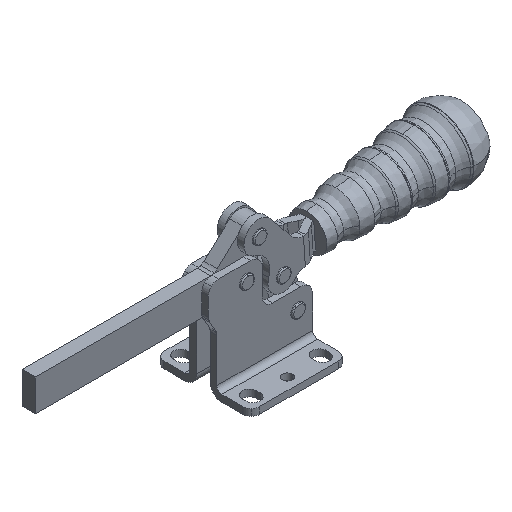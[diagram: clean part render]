
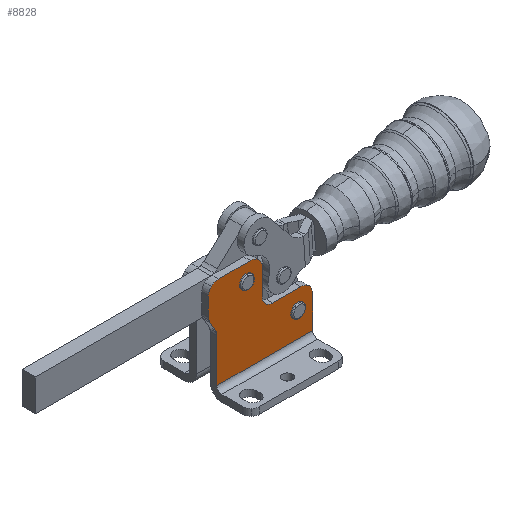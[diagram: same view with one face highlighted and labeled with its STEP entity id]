
A CAD part, isometric view. The second image highlights one B-rep face of the part: STEP entity #8828.
In plain terms, the highlighted planar face has unit normal (0, -1, 0).
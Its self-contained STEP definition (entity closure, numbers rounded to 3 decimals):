
#1519=CARTESIAN_POINT('',(83.551,-68.03,25.904));
#1520=VERTEX_POINT('',#1519);
#1529=CARTESIAN_POINT('',(85.601,-68.03,20.954));
#1530=VERTEX_POINT('',#1529);
#1531=CARTESIAN_POINT('',(78.601,-68.03,20.954));
#1532=DIRECTION('',(0.,1.0,0.));
#1533=DIRECTION('',(0.707,0.,0.707));
#1534=AXIS2_PLACEMENT_3D('',#1531,#1532,#1533);
#1535=CIRCLE('',#1534,7.0);
#1536=EDGE_CURVE('',#1520,#1530,#1535,.T.);
#1561=CARTESIAN_POINT('',(55.359,-68.03,26.197));
#1562=VERTEX_POINT('',#1561);
#1571=CARTESIAN_POINT('',(59.601,-68.03,27.954));
#1572=VERTEX_POINT('',#1571);
#1573=CARTESIAN_POINT('',(59.601,-68.03,21.954));
#1574=DIRECTION('',(0.,1.0,0.));
#1575=DIRECTION('',(-0.707,0.,0.707));
#1576=AXIS2_PLACEMENT_3D('',#1573,#1574,#1575);
#1577=CIRCLE('',#1576,6.0);
#1578=EDGE_CURVE('',#1562,#1572,#1577,.T.);
#1605=CARTESIAN_POINT('',(53.806,-68.03,9.669));
#1606=VERTEX_POINT('',#1605);
#1631=CARTESIAN_POINT('',(54.405,-68.03,8.222));
#1632=VERTEX_POINT('',#1631);
#1639=CARTESIAN_POINT('',(59.601,-68.03,11.222));
#1640=DIRECTION('',(0.,1.0,0.));
#1641=DIRECTION('',(-0.966,0.,-0.259));
#1642=AXIS2_PLACEMENT_3D('',#1639,#1640,#1641);
#1643=CIRCLE('',#1642,6.);
#1644=EDGE_CURVE('',#1632,#1606,#1643,.T.);
#1654=CARTESIAN_POINT('',(58.397,-68.03,0.899));
#1655=VERTEX_POINT('',#1654);
#1664=CARTESIAN_POINT('',(57.797,-68.03,2.347));
#1665=VERTEX_POINT('',#1664);
#1666=CARTESIAN_POINT('',(52.601,-68.03,-0.653));
#1667=DIRECTION('',(0.,-1.0,0.));
#1668=DIRECTION('',(0.966,0.,0.259));
#1669=AXIS2_PLACEMENT_3D('',#1666,#1667,#1668);
#1670=CIRCLE('',#1669,6.);
#1671=EDGE_CURVE('',#1655,#1665,#1670,.T.);
#1864=CARTESIAN_POINT('',(87.432,-68.03,1.285));
#1865=VERTEX_POINT('',#1864);
#1874=CARTESIAN_POINT('',(91.851,-68.03,-0.546));
#1875=VERTEX_POINT('',#1874);
#1876=CARTESIAN_POINT('',(91.851,-68.03,5.704));
#1877=DIRECTION('',(0.,-1.0,0.));
#1878=DIRECTION('',(-0.707,0.,-0.707));
#1879=AXIS2_PLACEMENT_3D('',#1876,#1877,#1878);
#1880=CIRCLE('',#1879,6.25);
#1881=EDGE_CURVE('',#1865,#1875,#1880,.T.);
#1908=CARTESIAN_POINT('',(113.551,-68.03,-2.596));
#1909=VERTEX_POINT('',#1908);
#1934=CARTESIAN_POINT('',(108.601,-68.03,-0.546));
#1935=VERTEX_POINT('',#1934);
#1942=CARTESIAN_POINT('',(108.601,-68.03,-7.546));
#1943=DIRECTION('',(0.,1.0,0.));
#1944=DIRECTION('',(0.707,0.,0.707));
#1945=AXIS2_PLACEMENT_3D('',#1942,#1943,#1944);
#1946=CIRCLE('',#1945,7.0);
#1947=EDGE_CURVE('',#1935,#1909,#1946,.T.);
#2562=CARTESIAN_POINT('',(72.104,-68.03,18.309));
#2563=VERTEX_POINT('',#2562);
#2588=CARTESIAN_POINT('',(80.099,-68.03,18.6));
#2589=VERTEX_POINT('',#2588);
#2596=CARTESIAN_POINT('',(76.101,-68.03,18.454));
#2597=DIRECTION('',(0.,1.0,0.));
#2598=DIRECTION('',(-0.999,0.,-0.036));
#2599=AXIS2_PLACEMENT_3D('',#2596,#2597,#2598);
#2600=CIRCLE('',#2599,4.);
#2601=EDGE_CURVE('',#2563,#2589,#2600,.T.);
#3078=CARTESIAN_POINT('',(109.96,-68.03,-9.373));
#3079=VERTEX_POINT('',#3078);
#3104=CARTESIAN_POINT('',(103.243,-68.03,-13.719));
#3105=VERTEX_POINT('',#3104);
#3112=CARTESIAN_POINT('',(106.601,-68.03,-11.546));
#3113=DIRECTION('',(0.,1.0,0.));
#3114=DIRECTION('',(0.84,0.,0.543));
#3115=AXIS2_PLACEMENT_3D('',#3112,#3113,#3114);
#3116=CIRCLE('',#3115,4.);
#3117=EDGE_CURVE('',#3079,#3105,#3116,.T.);
#5195=CARTESIAN_POINT('',(106.601,-68.03,-11.546));
#5196=DIRECTION('',(0.,1.0,0.));
#5197=DIRECTION('',(0.84,0.,0.543));
#5198=AXIS2_PLACEMENT_3D('',#5195,#5196,#5197);
#5199=CIRCLE('',#5198,4.);
#5200=EDGE_CURVE('',#3105,#3079,#5199,.T.);
#5541=CARTESIAN_POINT('',(76.101,-68.03,18.454));
#5542=DIRECTION('',(0.,1.0,0.));
#5543=DIRECTION('',(-0.999,0.,-0.036));
#5544=AXIS2_PLACEMENT_3D('',#5541,#5542,#5543);
#5545=CIRCLE('',#5544,4.);
#5546=EDGE_CURVE('',#2589,#2563,#5545,.T.);
#8651=CARTESIAN_POINT('',(58.601,-68.03,-26.546));
#8652=VERTEX_POINT('',#8651);
#8660=CARTESIAN_POINT('',(58.601,-68.03,-0.653));
#8661=VERTEX_POINT('',#8660);
#8662=CARTESIAN_POINT('',(58.601,-68.03,-0.653));
#8663=DIRECTION('',(0.0,0.0,-1.0));
#8664=VECTOR('',#8663,25.892);
#8665=LINE('',#8662,#8664);
#8666=EDGE_CURVE('',#8661,#8652,#8665,.T.);
#8699=CARTESIAN_POINT('',(115.601,-68.03,-7.546));
#8700=VERTEX_POINT('',#8699);
#8701=CARTESIAN_POINT('',(108.601,-68.03,-7.546));
#8702=DIRECTION('',(0.,1.0,0.));
#8703=DIRECTION('',(0.707,0.,0.707));
#8704=AXIS2_PLACEMENT_3D('',#8701,#8702,#8703);
#8705=CIRCLE('',#8704,7.0);
#8706=EDGE_CURVE('',#1909,#8700,#8705,.T.);
#8718=CARTESIAN_POINT('',(87.101,-68.03,-0.796));
#8719=DIRECTION('',(0.0,1.0,0.0));
#8720=DIRECTION('',(0.0,0.0,1.0));
#8721=AXIS2_PLACEMENT_3D('',#8718,#8719,#8720);
#8722=PLANE('',#8721);
#8723=ORIENTED_EDGE('',*,*,#1947,.F.);
#8724=CARTESIAN_POINT('',(108.601,-68.03,-0.546));
#8725=DIRECTION('',(-1.0,0.0,0.0));
#8726=VECTOR('',#8725,16.75);
#8727=LINE('',#8724,#8726);
#8728=EDGE_CURVE('',#1935,#1875,#8727,.T.);
#8729=ORIENTED_EDGE('',*,*,#8728,.T.);
#8730=ORIENTED_EDGE('',*,*,#1881,.F.);
#8731=CARTESIAN_POINT('',(85.601,-68.03,5.704));
#8732=VERTEX_POINT('',#8731);
#8733=CARTESIAN_POINT('',(91.851,-68.03,5.704));
#8734=DIRECTION('',(0.,-1.0,0.));
#8735=DIRECTION('',(-0.707,0.,-0.707));
#8736=AXIS2_PLACEMENT_3D('',#8733,#8734,#8735);
#8737=CIRCLE('',#8736,6.25);
#8738=EDGE_CURVE('',#8732,#1865,#8737,.T.);
#8739=ORIENTED_EDGE('',*,*,#8738,.F.);
#8740=CARTESIAN_POINT('',(85.601,-68.03,5.704));
#8741=DIRECTION('',(0.0,0.0,1.0));
#8742=VECTOR('',#8741,15.25);
#8743=LINE('',#8740,#8742);
#8744=EDGE_CURVE('',#8732,#1530,#8743,.T.);
#8745=ORIENTED_EDGE('',*,*,#8744,.T.);
#8746=ORIENTED_EDGE('',*,*,#1536,.F.);
#8747=CARTESIAN_POINT('',(78.601,-68.03,27.954));
#8748=VERTEX_POINT('',#8747);
#8749=CARTESIAN_POINT('',(78.601,-68.03,20.954));
#8750=DIRECTION('',(0.,1.0,0.));
#8751=DIRECTION('',(0.707,0.,0.707));
#8752=AXIS2_PLACEMENT_3D('',#8749,#8750,#8751);
#8753=CIRCLE('',#8752,7.0);
#8754=EDGE_CURVE('',#8748,#1520,#8753,.T.);
#8755=ORIENTED_EDGE('',*,*,#8754,.F.);
#8756=CARTESIAN_POINT('',(59.601,-68.03,27.954));
#8757=DIRECTION('',(1.0,0.0,0.0));
#8758=VECTOR('',#8757,19.);
#8759=LINE('',#8756,#8758);
#8760=EDGE_CURVE('',#1572,#8748,#8759,.T.);
#8761=ORIENTED_EDGE('',*,*,#8760,.F.);
#8762=ORIENTED_EDGE('',*,*,#1578,.F.);
#8763=CARTESIAN_POINT('',(53.601,-68.03,21.954));
#8764=VERTEX_POINT('',#8763);
#8765=CARTESIAN_POINT('',(59.601,-68.03,21.954));
#8766=DIRECTION('',(0.,1.0,0.));
#8767=DIRECTION('',(-0.707,0.,0.707));
#8768=AXIS2_PLACEMENT_3D('',#8765,#8766,#8767);
#8769=CIRCLE('',#8768,6.0);
#8770=EDGE_CURVE('',#8764,#1562,#8769,.T.);
#8771=ORIENTED_EDGE('',*,*,#8770,.F.);
#8772=CARTESIAN_POINT('',(53.601,-68.03,11.222));
#8773=VERTEX_POINT('',#8772);
#8774=CARTESIAN_POINT('',(53.601,-68.03,21.954));
#8775=DIRECTION('',(0.0,0.0,-1.0));
#8776=VECTOR('',#8775,10.732);
#8777=LINE('',#8774,#8776);
#8778=EDGE_CURVE('',#8764,#8773,#8777,.T.);
#8779=ORIENTED_EDGE('',*,*,#8778,.T.);
#8780=CARTESIAN_POINT('',(59.601,-68.03,11.222));
#8781=DIRECTION('',(0.,1.0,0.));
#8782=DIRECTION('',(-0.966,0.,-0.259));
#8783=AXIS2_PLACEMENT_3D('',#8780,#8781,#8782);
#8784=CIRCLE('',#8783,6.);
#8785=EDGE_CURVE('',#1606,#8773,#8784,.T.);
#8786=ORIENTED_EDGE('',*,*,#8785,.F.);
#8787=ORIENTED_EDGE('',*,*,#1644,.F.);
#8788=CARTESIAN_POINT('',(54.405,-68.03,8.222));
#8789=DIRECTION('',(0.5,0.0,-0.866));
#8790=VECTOR('',#8789,6.785);
#8791=LINE('',#8788,#8790);
#8792=EDGE_CURVE('',#1632,#1665,#8791,.T.);
#8793=ORIENTED_EDGE('',*,*,#8792,.T.);
#8794=ORIENTED_EDGE('',*,*,#1671,.F.);
#8795=CARTESIAN_POINT('',(52.601,-68.03,-0.653));
#8796=DIRECTION('',(0.,-1.0,0.));
#8797=DIRECTION('',(0.966,0.,0.259));
#8798=AXIS2_PLACEMENT_3D('',#8795,#8796,#8797);
#8799=CIRCLE('',#8798,6.);
#8800=EDGE_CURVE('',#8661,#1655,#8799,.T.);
#8801=ORIENTED_EDGE('',*,*,#8800,.F.);
#8802=ORIENTED_EDGE('',*,*,#8666,.T.);
#8803=CARTESIAN_POINT('',(115.601,-68.03,-26.546));
#8804=VERTEX_POINT('',#8803);
#8805=CARTESIAN_POINT('',(58.601,-68.03,-26.546));
#8806=DIRECTION('',(1.0,0.0,0.0));
#8807=VECTOR('',#8806,57.0);
#8808=LINE('',#8805,#8807);
#8809=EDGE_CURVE('',#8652,#8804,#8808,.T.);
#8810=ORIENTED_EDGE('',*,*,#8809,.T.);
#8811=CARTESIAN_POINT('',(115.601,-68.03,-7.546));
#8812=DIRECTION('',(0.0,0.0,-1.0));
#8813=VECTOR('',#8812,19.);
#8814=LINE('',#8811,#8813);
#8815=EDGE_CURVE('',#8700,#8804,#8814,.T.);
#8816=ORIENTED_EDGE('',*,*,#8815,.F.);
#8817=ORIENTED_EDGE('',*,*,#8706,.F.);
#8818=EDGE_LOOP('',(#8723,#8729,#8730,#8739,#8745,#8746,#8755,#8761,#8762,#8771,#8779,#8786,#8787,#8793,#8794,#8801,#8802,#8810,#8816,#8817));
#8819=FACE_OUTER_BOUND('',#8818,.T.);
#8820=ORIENTED_EDGE('',*,*,#3117,.T.);
#8821=ORIENTED_EDGE('',*,*,#5200,.T.);
#8822=EDGE_LOOP('',(#8820,#8821));
#8823=FACE_BOUND('',#8822,.T.);
#8824=ORIENTED_EDGE('',*,*,#2601,.T.);
#8825=ORIENTED_EDGE('',*,*,#5546,.T.);
#8826=EDGE_LOOP('',(#8824,#8825));
#8827=FACE_BOUND('',#8826,.T.);
#8828=ADVANCED_FACE('',(#8819,#8823,#8827),#8722,.F.);
